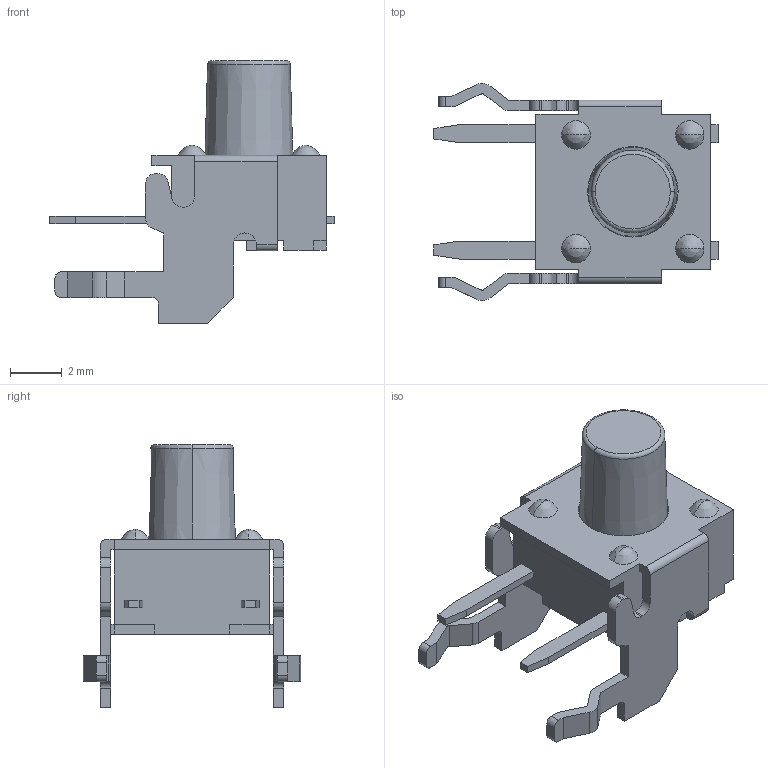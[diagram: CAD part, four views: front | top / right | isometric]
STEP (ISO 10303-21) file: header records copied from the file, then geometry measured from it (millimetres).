
FILE_DESCRIPTION (( 'STEP AP214' ), '1' );
FILE_NAME ('E-Switch TL1105RF160Q94VO.STEP', '2020-09-22T20:09:55', ( '' ), ( '' ), 'SwSTEP 2.0', 'SolidWorks 2020', '' );
FILE_SCHEMA (( 'AUTOMOTIVE_DESIGN' ));
Length unit declared in the file: inch
Products named in the file (1): E-Switch TL1105RF160Q94VO
Bounding box: 11 x 8.4 x 10.17 mm (x, y, z)
Volume: 154.1 mm3; surface area: 471 mm2
Topology: 1 solids, 2 shells, 267 faces, 723 edges, 467 vertices
Faces by surface type: plane 172, cylinder 74, bspline 10, torus 9, cone 2
Entity records: 8759 total; most frequent: CARTESIAN_POINT 1858, ORIENTED_EDGE 1426, DIRECTION 1320, EDGE_CURVE 713, VECTOR 542, LINE 542, VERTEX_POINT 467, AXIS2_PLACEMENT_3D 389
